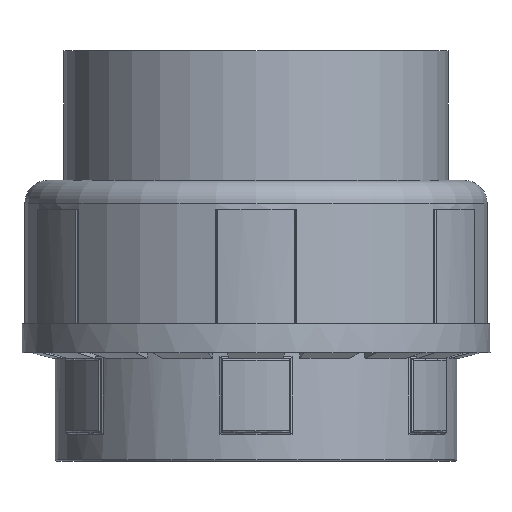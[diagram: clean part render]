
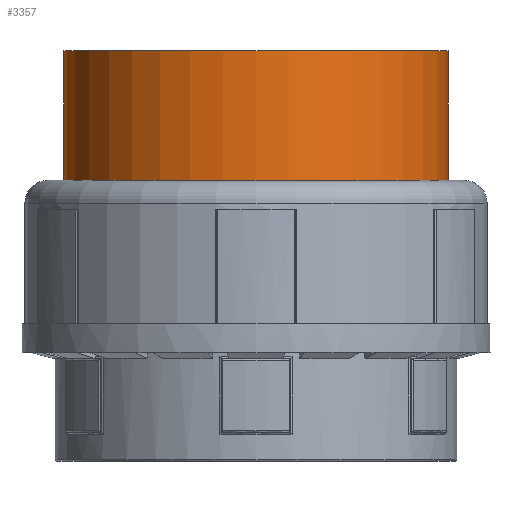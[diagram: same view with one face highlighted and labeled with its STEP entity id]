
A CAD part, front view. The second image highlights one B-rep face of the part: STEP entity #3357.
In plain terms, the highlighted cylindrical face has radius 67 mm (diameter 134 mm), a full revolution.
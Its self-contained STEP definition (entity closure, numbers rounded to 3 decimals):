
#160=CYLINDRICAL_SURFACE('',#3741,67.);
#460=FACE_OUTER_BOUND('',#660,.T.);
#660=EDGE_LOOP('',(#3006,#3007,#3008,#3009));
#845=CIRCLE('',#3739,67.);
#847=CIRCLE('',#3742,67.);
#1076=LINE('',#6347,#1301);
#1301=VECTOR('',#4693,67.);
#1619=VERTEX_POINT('',#6340);
#1621=VERTEX_POINT('',#6345);
#2115=EDGE_CURVE('',#1619,#1619,#845,.T.);
#2117=EDGE_CURVE('',#1621,#1621,#847,.T.);
#2118=EDGE_CURVE('',#1621,#1619,#1076,.T.);
#3006=ORIENTED_EDGE('',*,*,#2117,.F.);
#3007=ORIENTED_EDGE('',*,*,#2118,.T.);
#3008=ORIENTED_EDGE('',*,*,#2115,.T.);
#3009=ORIENTED_EDGE('',*,*,#2118,.F.);
#3357=ADVANCED_FACE('',(#460),#160,.T.);
#3739=AXIS2_PLACEMENT_3D('',#6341,#4685,#4686);
#3741=AXIS2_PLACEMENT_3D('',#6344,#4689,#4690);
#3742=AXIS2_PLACEMENT_3D('',#6346,#4691,#4692);
#4685=DIRECTION('center_axis',(0.,0.,-1.));
#4686=DIRECTION('ref_axis',(1.,0.,0.));
#4689=DIRECTION('center_axis',(0.,0.,-1.));
#4690=DIRECTION('ref_axis',(0.,1.,0.));
#4691=DIRECTION('center_axis',(0.,0.,-1.));
#4692=DIRECTION('ref_axis',(1.,0.,0.));
#4693=DIRECTION('',(0.,0.,1.));
#6340=CARTESIAN_POINT('',(0.,-67.,0.));
#6341=CARTESIAN_POINT('Origin',(0.,0.,0.));
#6344=CARTESIAN_POINT('Origin',(0.,0.,-22.588));
#6345=CARTESIAN_POINT('',(0.,-67.,-45.175));
#6346=CARTESIAN_POINT('Origin',(0.,0.,-45.175));
#6347=CARTESIAN_POINT('',(0.,-67.,-22.588));
